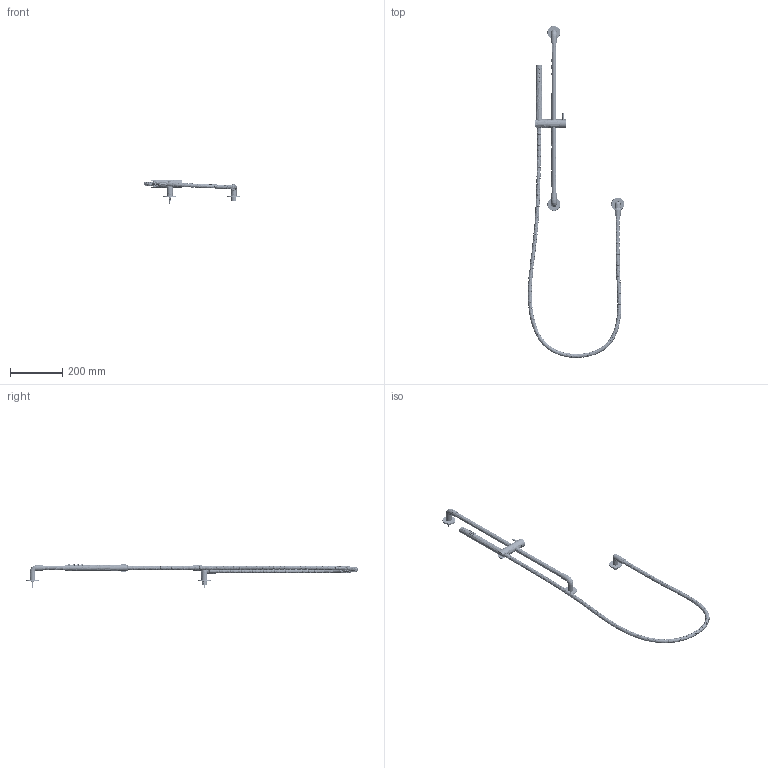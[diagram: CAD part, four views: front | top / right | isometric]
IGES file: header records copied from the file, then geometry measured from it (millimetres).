
Global section: file name: T2070-KIT; native system: Autodesk Inventor 2020; preprocessor: unknown; author: rclarke; date: 20221128.115857; units: millimetre
Bounding box: 367.66 x 1265.35 x 93.97 mm (x, y, z)
Volume: 565618.9 mm3; surface area: 373047.7 mm2
Topology: 273 solids, 280 shells, 3276 faces, 8910 edges, 6372 vertices
Faces by surface type: bspline 3276
